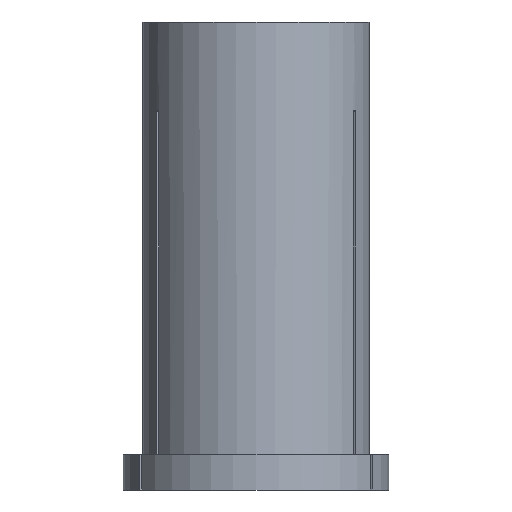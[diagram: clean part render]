
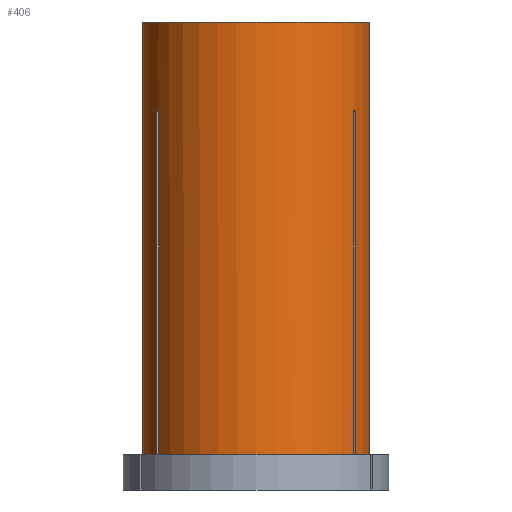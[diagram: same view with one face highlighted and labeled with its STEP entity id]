
A CAD part, front view. The second image highlights one B-rep face of the part: STEP entity #406.
In plain terms, the highlighted cylindrical face has radius 16 mm (diameter 32 mm), a partial arc.
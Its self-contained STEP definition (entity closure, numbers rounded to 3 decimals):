
#24 = VERTEX_POINT ( 'NONE', #479 ) ;
#27 = LINE ( 'NONE', #919, #769 ) ;
#68 = DIRECTION ( 'NONE',  ( 0., 0., 1. ) ) ;
#90 = CARTESIAN_POINT ( 'NONE',  ( 0., 0., -61. ) ) ;
#105 = DIRECTION ( 'NONE',  ( 0., 0., 1. ) ) ;
#118 = AXIS2_PLACEMENT_3D ( 'NONE', #90, #105, #302 ) ;
#146 = CARTESIAN_POINT ( 'NONE',  ( 13.857, -8.001, -12.5 ) ) ;
#153 = ORIENTED_EDGE ( 'NONE', *, *, #861, .T. ) ;
#155 = AXIS2_PLACEMENT_3D ( 'NONE', #879, #588, #652 ) ;
#156 = ORIENTED_EDGE ( 'NONE', *, *, #909, .T. ) ;
#163 = CARTESIAN_POINT ( 'NONE',  ( -16., 0., 0. ) ) ;
#177 = EDGE_CURVE ( 'NONE', #912, #764, #1267, .T. ) ;
#181 = CARTESIAN_POINT ( 'NONE',  ( -13.756, -8.173, -12.5 ) ) ;
#183 = LINE ( 'NONE', #999, #434 ) ;
#217 = ORIENTED_EDGE ( 'NONE', *, *, #733, .F. ) ;
#237 = CARTESIAN_POINT ( 'NONE',  ( -14.004, -7.739, -61. ) ) ;
#248 = CARTESIAN_POINT ( 'NONE',  ( 16., 0., 0. ) ) ;
#250 = CARTESIAN_POINT ( 'NONE',  ( 13.755, -8.173, -12.5 ) ) ;
#251 = CARTESIAN_POINT ( 'NONE',  ( 0., 0., 0. ) ) ;
#254 = CARTESIAN_POINT ( 'NONE',  ( -13.704, -8.258, -61. ) ) ;
#273 = DIRECTION ( 'NONE',  ( 1., 0., 0. ) ) ;
#275 = ORIENTED_EDGE ( 'NONE', *, *, #1206, .T. ) ;
#302 = DIRECTION ( 'NONE',  ( 1., 0., 0. ) ) ;
#308 = ORIENTED_EDGE ( 'NONE', *, *, #775, .T. ) ;
#335 = EDGE_CURVE ( 'NONE', #24, #764, #1064, .T. ) ;
#379 = VERTEX_POINT ( 'NONE', #939 ) ;
#390 = EDGE_CURVE ( 'NONE', #1000, #787, #668, .T. ) ;
#391 = DIRECTION ( 'NONE',  ( 0., 0., 1. ) ) ;
#396 = CARTESIAN_POINT ( 'NONE',  ( 13.704, -8.258, -12.501 ) ) ;
#405 = LINE ( 'NONE', #884, #625 ) ;
#406 = ADVANCED_FACE ( 'NONE', ( #617 ), #1119, .T. ) ;
#426 = DIRECTION ( 'NONE',  ( 0., 0., 1. ) ) ;
#434 = VECTOR ( 'NONE', #1063, 1000. ) ;
#460 = ORIENTED_EDGE ( 'NONE', *, *, #613, .F. ) ;
#462 = LINE ( 'NONE', #1153, #1161 ) ;
#466 = VECTOR ( 'NONE', #1106, 1000. ) ;
#472 = DIRECTION ( 'NONE',  ( 0., 0., 1. ) ) ;
#478 = CIRCLE ( 'NONE', #118, 16. ) ;
#479 = CARTESIAN_POINT ( 'NONE',  ( -14.004, -7.739, -12.501 ) ) ;
#505 = CARTESIAN_POINT ( 'NONE',  ( 16., 0., -61. ) ) ;
#528 = DIRECTION ( 'NONE',  ( 0., 0., 1. ) ) ;
#533 = AXIS2_PLACEMENT_3D ( 'NONE', #1056, #953, #805 ) ;
#580 = ORIENTED_EDGE ( 'NONE', *, *, #335, .T. ) ;
#585 = AXIS2_PLACEMENT_3D ( 'NONE', #251, #528, #273 ) ;
#588 = DIRECTION ( 'NONE',  ( 0., 0., 1. ) ) ;
#595 = EDGE_CURVE ( 'NONE', #715, #911, #966, .T. ) ;
#613 = EDGE_CURVE ( 'NONE', #379, #911, #405, .T. ) ;
#617 = FACE_OUTER_BOUND ( 'NONE', #781, .T. ) ;
#625 = VECTOR ( 'NONE', #68, 1000. ) ;
#639 = CARTESIAN_POINT ( 'NONE',  ( 13.704, -8.258, -61. ) ) ;
#652 = DIRECTION ( 'NONE',  ( 1., 0., 0. ) ) ;
#668 = CIRCLE ( 'NONE', #585, 16. ) ;
#680 = ORIENTED_EDGE ( 'NONE', *, *, #993, .T. ) ;
#711 = CARTESIAN_POINT ( 'NONE',  ( 14.004, -7.739, -12.501 ) ) ;
#713 = VERTEX_POINT ( 'NONE', #639 ) ;
#715 = VERTEX_POINT ( 'NONE', #396 ) ;
#728 = AXIS2_PLACEMENT_3D ( 'NONE', #779, #789, #848 ) ;
#733 = EDGE_CURVE ( 'NONE', #1120, #1000, #1117, .T. ) ;
#740 = CARTESIAN_POINT ( 'NONE',  ( -14.004, -7.739, -12.501 ) ) ;
#764 = VERTEX_POINT ( 'NONE', #969 ) ;
#769 = VECTOR ( 'NONE', #426, 1000. ) ;
#775 = EDGE_CURVE ( 'NONE', #713, #715, #27, .T. ) ;
#779 = CARTESIAN_POINT ( 'NONE',  ( 0., 0., -61. ) ) ;
#781 = EDGE_LOOP ( 'NONE', ( #217, #156, #1165, #580, #854, #275, #308, #949, #460, #153, #680, #1159 ) ) ;
#787 = VERTEX_POINT ( 'NONE', #248 ) ;
#789 = DIRECTION ( 'NONE',  ( 0., 0., 1. ) ) ;
#797 = VERTEX_POINT ( 'NONE', #237 ) ;
#798 = CARTESIAN_POINT ( 'NONE',  ( -13.704, -8.258, 0. ) ) ;
#805 = DIRECTION ( 'NONE',  ( 1., 0., 0. ) ) ;
#840 = VERTEX_POINT ( 'NONE', #505 ) ;
#848 = DIRECTION ( 'NONE',  ( 1., 0., 0. ) ) ;
#854 = ORIENTED_EDGE ( 'NONE', *, *, #177, .F. ) ;
#855 = CARTESIAN_POINT ( 'NONE',  ( 13.704, -8.258, -12.501 ) ) ;
#861 = EDGE_CURVE ( 'NONE', #379, #840, #1262, .T. ) ;
#879 = CARTESIAN_POINT ( 'NONE',  ( 0., 0., 0. ) ) ;
#881 = CARTESIAN_POINT ( 'NONE',  ( -13.956, -7.826, -12.5 ) ) ;
#884 = CARTESIAN_POINT ( 'NONE',  ( 14.004, -7.739, 0. ) ) ;
#909 = EDGE_CURVE ( 'NONE', #1120, #797, #986, .T. ) ;
#911 = VERTEX_POINT ( 'NONE', #711 ) ;
#912 = VERTEX_POINT ( 'NONE', #254 ) ;
#919 = CARTESIAN_POINT ( 'NONE',  ( 13.704, -8.258, 0. ) ) ;
#933 = EDGE_CURVE ( 'NONE', #797, #24, #183, .T. ) ;
#939 = CARTESIAN_POINT ( 'NONE',  ( 14.004, -7.739, -61. ) ) ;
#949 = ORIENTED_EDGE ( 'NONE', *, *, #595, .T. ) ;
#953 = DIRECTION ( 'NONE',  ( 0., 0., 1. ) ) ;
#966 = B_SPLINE_CURVE_WITH_KNOTS ( 'NONE', 3,
 ( #855, #250, #146, #1176, #1074 ),
 .UNSPECIFIED., .F., .F.,
 ( 4, 1, 4 ),
 ( 0.116, 0.116, 0.116 ),
 .UNSPECIFIED. ) ;
#969 = CARTESIAN_POINT ( 'NONE',  ( -13.704, -8.258, -12.501 ) ) ;
#973 = CARTESIAN_POINT ( 'NONE',  ( -13.704, -8.258, -12.501 ) ) ;
#986 = CIRCLE ( 'NONE', #728, 16. ) ;
#993 = EDGE_CURVE ( 'NONE', #840, #787, #462, .T. ) ;
#999 = CARTESIAN_POINT ( 'NONE',  ( -14.004, -7.739, 0. ) ) ;
#1000 = VERTEX_POINT ( 'NONE', #1268 ) ;
#1010 = CARTESIAN_POINT ( 'NONE',  ( -16., 0., -61. ) ) ;
#1056 = CARTESIAN_POINT ( 'NONE',  ( 0., 0., -61. ) ) ;
#1063 = DIRECTION ( 'NONE',  ( 0., 0., 1. ) ) ;
#1064 = B_SPLINE_CURVE_WITH_KNOTS ( 'NONE', 3,
 ( #740, #881, #1290, #181, #973 ),
 .UNSPECIFIED., .F., .F.,
 ( 4, 1, 4 ),
 ( 0.107, 0.107, 0.108 ),
 .UNSPECIFIED. ) ;
#1074 = CARTESIAN_POINT ( 'NONE',  ( 14.004, -7.739, -12.501 ) ) ;
#1082 = VECTOR ( 'NONE', #391, 1000. ) ;
#1106 = DIRECTION ( 'NONE',  ( 0., 0., 1. ) ) ;
#1117 = LINE ( 'NONE', #163, #1082 ) ;
#1119 = CYLINDRICAL_SURFACE ( 'NONE', #155, 16. ) ;
#1120 = VERTEX_POINT ( 'NONE', #1010 ) ;
#1153 = CARTESIAN_POINT ( 'NONE',  ( 16., 0., 0. ) ) ;
#1159 = ORIENTED_EDGE ( 'NONE', *, *, #390, .F. ) ;
#1161 = VECTOR ( 'NONE', #472, 1000. ) ;
#1165 = ORIENTED_EDGE ( 'NONE', *, *, #933, .T. ) ;
#1176 = CARTESIAN_POINT ( 'NONE',  ( 13.955, -7.827, -12.5 ) ) ;
#1206 = EDGE_CURVE ( 'NONE', #912, #713, #478, .T. ) ;
#1262 = CIRCLE ( 'NONE', #533, 16. ) ;
#1267 = LINE ( 'NONE', #798, #466 ) ;
#1268 = CARTESIAN_POINT ( 'NONE',  ( -16., 0., 0. ) ) ;
#1290 = CARTESIAN_POINT ( 'NONE',  ( -13.857, -8.001, -12.5 ) ) ;
